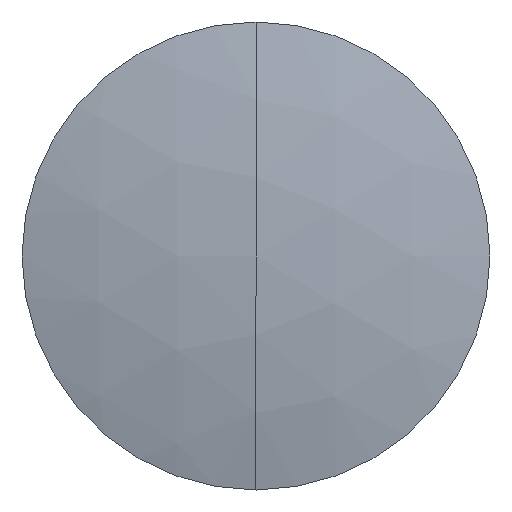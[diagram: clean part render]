
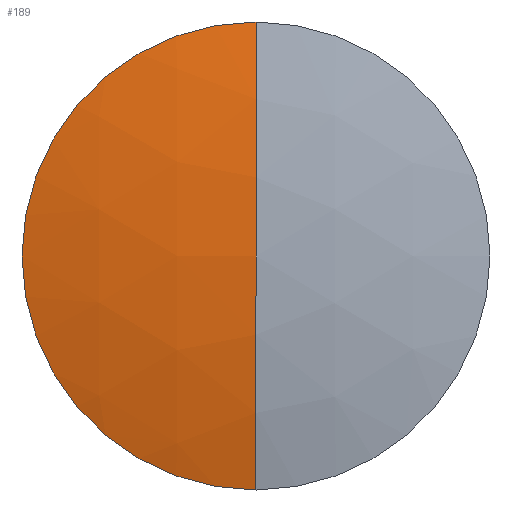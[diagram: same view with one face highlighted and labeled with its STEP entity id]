
A CAD part, left-side view. The second image highlights one B-rep face of the part: STEP entity #189.
In plain terms, the highlighted spherical face has radius 13.15 mm.
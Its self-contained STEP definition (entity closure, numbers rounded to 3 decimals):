
#38 = FACE_OUTER_BOUND ( 'NONE', #337, .T. ) ;
#54 = DIRECTION ( 'NONE',  ( 0., 0., 1. ) ) ;
#58 = EDGE_CURVE ( 'NONE', #145, #207, #192, .T. ) ;
#73 = DIRECTION ( 'NONE',  ( 0., 1., 0. ) ) ;
#98 = CARTESIAN_POINT ( 'NONE',  ( 1.137, 0., 0. ) ) ;
#114 = DIRECTION ( 'NONE',  ( -1., 0., 0. ) ) ;
#127 = CARTESIAN_POINT ( 'NONE',  ( 13.898, 0., 0. ) ) ;
#145 = VERTEX_POINT ( 'NONE', #339 ) ;
#155 = CIRCLE ( 'NONE', #293, 13.15 ) ;
#170 = ORIENTED_EDGE ( 'NONE', *, *, #346, .T. ) ;
#172 = CARTESIAN_POINT ( 'NONE',  ( 1.137, 0., -3.175 ) ) ;
#175 = AXIS2_PLACEMENT_3D ( 'NONE', #98, #114, #180 ) ;
#180 = DIRECTION ( 'NONE',  ( 0., 0., 1. ) ) ;
#189 = ADVANCED_FACE ( 'NONE', ( #38 ), #233, .T. ) ;
#192 = CIRCLE ( 'NONE', #175, 3.175 ) ;
#197 = CARTESIAN_POINT ( 'NONE',  ( 13.898, 0., 0. ) ) ;
#207 = VERTEX_POINT ( 'NONE', #172 ) ;
#212 = AXIS2_PLACEMENT_3D ( 'NONE', #197, #73, #54 ) ;
#232 = CARTESIAN_POINT ( 'NONE',  ( 0.748, 0., 0. ) ) ;
#233 = SPHERICAL_SURFACE ( 'NONE', #212, 13.15 ) ;
#250 = CARTESIAN_POINT ( 'NONE',  ( 13.898, 0., 0. ) ) ;
#264 = EDGE_CURVE ( 'NONE', #145, #340, #155, .T. ) ;
#271 = ORIENTED_EDGE ( 'NONE', *, *, #58, .T. ) ;
#275 = DIRECTION ( 'NONE',  ( 0., 1., 0. ) ) ;
#286 = DIRECTION ( 'NONE',  ( 0., -1., 0. ) ) ;
#293 = AXIS2_PLACEMENT_3D ( 'NONE', #250, #286, #335 ) ;
#296 = DIRECTION ( 'NONE',  ( 0., 0., 1. ) ) ;
#317 = CIRCLE ( 'NONE', #338, 13.15 ) ;
#318 = ORIENTED_EDGE ( 'NONE', *, *, #264, .F. ) ;
#335 = DIRECTION ( 'NONE',  ( 0., 0., -1. ) ) ;
#337 = EDGE_LOOP ( 'NONE', ( #271, #170, #318 ) ) ;
#338 = AXIS2_PLACEMENT_3D ( 'NONE', #127, #275, #296 ) ;
#339 = CARTESIAN_POINT ( 'NONE',  ( 1.137, 0., 3.175 ) ) ;
#340 = VERTEX_POINT ( 'NONE', #232 ) ;
#346 = EDGE_CURVE ( 'NONE', #207, #340, #317, .T. ) ;
